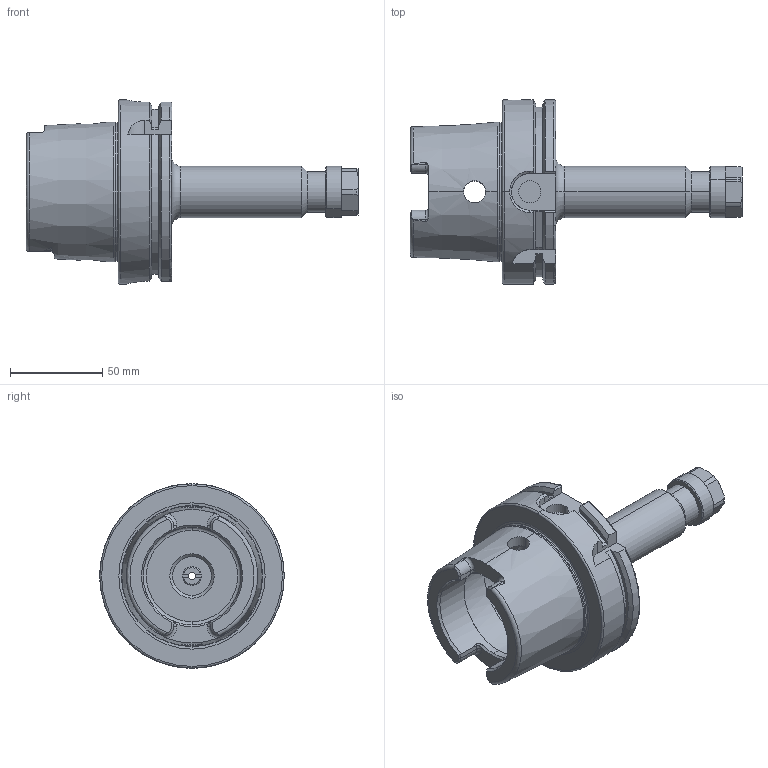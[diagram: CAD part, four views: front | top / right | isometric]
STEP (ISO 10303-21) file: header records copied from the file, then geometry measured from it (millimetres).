
FILE_DESCRIPTION (( 'STEP AP203' ), '1' );
FILE_NAME ('FWA100H-ERS16130.STEP', '2024-09-05T04:26:55', ( '' ), ( '' ), 'SwSTEP 2.0', 'SolidWorks 2024', '' );
FILE_SCHEMA (( 'CONFIG_CONTROL_DESIGN' ));
Length unit declared in the file: millimetre
Products named in the file (4): HSKA100CCHER16130WW; FTNUTER16; FTSCW71620; FWA100H-ERS16130
Assembly tree (3 placements, depth 2):
  FWA100H-ERS16130
    HSKA100CCHER16130WW
    FTNUTER16
    FTSCW71620
Bounding box: 180 x 100 x 100 mm (x, y, z)
Volume: 303212.5 mm3; surface area: 64882.3 mm2
Topology: 3 solids, 3 shells, 251 faces, 634 edges, 393 vertices
Faces by surface type: plane 85, cylinder 72, cone 55, torus 29, bspline 10
Entity records: 9204 total; most frequent: CARTESIAN_POINT 2856, ORIENTED_EDGE 1264, DIRECTION 1244, EDGE_CURVE 632, AXIS2_PLACEMENT_3D 499, VERTEX_POINT 393, EDGE_LOOP 267, CIRCLE 252
